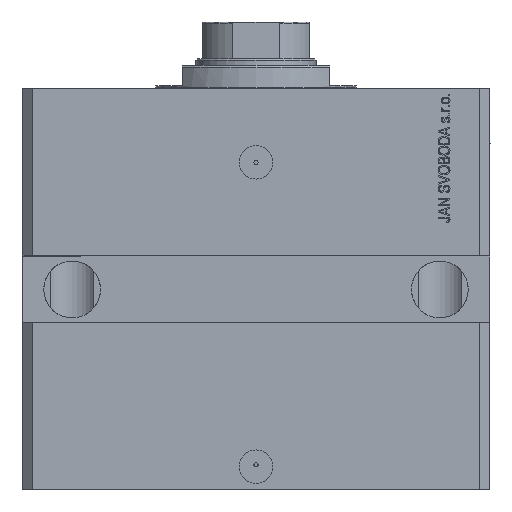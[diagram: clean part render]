
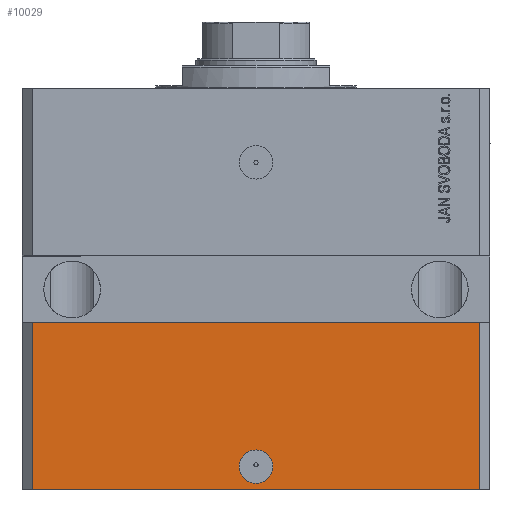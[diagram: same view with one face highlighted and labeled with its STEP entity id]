
A CAD part, front view. The second image highlights one B-rep face of the part: STEP entity #10029.
In plain terms, the highlighted planar face has unit normal (0, -1, 0).
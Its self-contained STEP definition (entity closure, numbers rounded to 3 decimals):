
#215 = AXIS2_PLACEMENT_3D ( 'NONE', #26740, #4045, #27224 ) ;
#2149 = DIRECTION ( 'NONE',  ( 1., 0., 0. ) ) ;
#2167 = AXIS2_PLACEMENT_3D ( 'NONE', #41251, #37500, #3089 ) ;
#2639 = ORIENTED_EDGE ( 'NONE', *, *, #33901, .T. ) ;
#2645 = CARTESIAN_POINT ( 'NONE',  ( 0., -55., -113. ) ) ;
#3089 = DIRECTION ( 'NONE',  ( 1., 0., 0. ) ) ;
#4045 = DIRECTION ( 'NONE',  ( 0., -1., 0. ) ) ;
#4994 = DIRECTION ( 'NONE',  ( 1., 0., 0. ) ) ;
#5389 = ORIENTED_EDGE ( 'NONE', *, *, #35516, .F. ) ;
#6492 = VECTOR ( 'NONE', #4994, 1000. ) ;
#7295 = VERTEX_POINT ( 'NONE', #14819 ) ;
#7854 = VERTEX_POINT ( 'NONE', #43127 ) ;
#9281 = LINE ( 'NONE', #37177, #38916 ) ;
#9685 = EDGE_CURVE ( 'NONE', #36756, #7295, #33242, .T. ) ;
#10029 = ADVANCED_FACE ( 'NONE', ( #11091, #33762 ), #34255, .T. ) ;
#11091 = FACE_BOUND ( 'NONE', #31007, .T. ) ;
#11739 = AXIS2_PLACEMENT_3D ( 'NONE', #2645, #41055, #2149 ) ;
#12249 = CARTESIAN_POINT ( 'NONE',  ( -67., -55., -120. ) ) ;
#12495 = LINE ( 'NONE', #12249, #6492 ) ;
#14198 = EDGE_CURVE ( 'NONE', #23227, #7854, #9281, .T. ) ;
#14819 = CARTESIAN_POINT ( 'NONE',  ( 5., -55., -113. ) ) ;
#15985 = CARTESIAN_POINT ( 'NONE',  ( 67., -55., -70. ) ) ;
#17704 = VECTOR ( 'NONE', #26379, 1000. ) ;
#18459 = LINE ( 'NONE', #32914, #46156 ) ;
#18534 = CIRCLE ( 'NONE', #215, 5. ) ;
#23227 = VERTEX_POINT ( 'NONE', #43440 ) ;
#24568 = ORIENTED_EDGE ( 'NONE', *, *, #26528, .T. ) ;
#25083 = VERTEX_POINT ( 'NONE', #34087 ) ;
#26379 = DIRECTION ( 'NONE',  ( 1., 0., 0. ) ) ;
#26528 = EDGE_CURVE ( 'NONE', #25083, #30100, #18459, .T. ) ;
#26740 = CARTESIAN_POINT ( 'NONE',  ( 0., -55., -113. ) ) ;
#27224 = DIRECTION ( 'NONE',  ( 1., 0., 0. ) ) ;
#28675 = DIRECTION ( 'NONE',  ( 0., 0., 1. ) ) ;
#29258 = ORIENTED_EDGE ( 'NONE', *, *, #36065, .F. ) ;
#29456 = DIRECTION ( 'NONE',  ( 0., 0., 1. ) ) ;
#30100 = VERTEX_POINT ( 'NONE', #15985 ) ;
#31007 = EDGE_LOOP ( 'NONE', ( #29258, #37014 ) ) ;
#32914 = CARTESIAN_POINT ( 'NONE',  ( 67., -55., -120. ) ) ;
#33242 = CIRCLE ( 'NONE', #11739, 5. ) ;
#33762 = FACE_OUTER_BOUND ( 'NONE', #34500, .T. ) ;
#33901 = EDGE_CURVE ( 'NONE', #23227, #25083, #12495, .T. ) ;
#34087 = CARTESIAN_POINT ( 'NONE',  ( 67., -55., -120. ) ) ;
#34255 = PLANE ( 'NONE',  #2167 ) ;
#34500 = EDGE_LOOP ( 'NONE', ( #5389, #40035, #2639, #24568 ) ) ;
#35516 = EDGE_CURVE ( 'NONE', #7854, #30100, #44846, .T. ) ;
#36065 = EDGE_CURVE ( 'NONE', #7295, #36756, #18534, .T. ) ;
#36756 = VERTEX_POINT ( 'NONE', #48732 ) ;
#37014 = ORIENTED_EDGE ( 'NONE', *, *, #9685, .F. ) ;
#37177 = CARTESIAN_POINT ( 'NONE',  ( -67., -55., -120. ) ) ;
#37500 = DIRECTION ( 'NONE',  ( 0., -1., 0. ) ) ;
#38321 = CARTESIAN_POINT ( 'NONE',  ( -70., -55., -70. ) ) ;
#38916 = VECTOR ( 'NONE', #29456, 1000. ) ;
#40035 = ORIENTED_EDGE ( 'NONE', *, *, #14198, .F. ) ;
#41055 = DIRECTION ( 'NONE',  ( 0., -1., 0. ) ) ;
#41251 = CARTESIAN_POINT ( 'NONE',  ( -67., -55., -120. ) ) ;
#43127 = CARTESIAN_POINT ( 'NONE',  ( -67., -55., -70. ) ) ;
#43440 = CARTESIAN_POINT ( 'NONE',  ( -67., -55., -120. ) ) ;
#44846 = LINE ( 'NONE', #38321, #17704 ) ;
#46156 = VECTOR ( 'NONE', #28675, 1000. ) ;
#48732 = CARTESIAN_POINT ( 'NONE',  ( -5., -55., -113. ) ) ;
